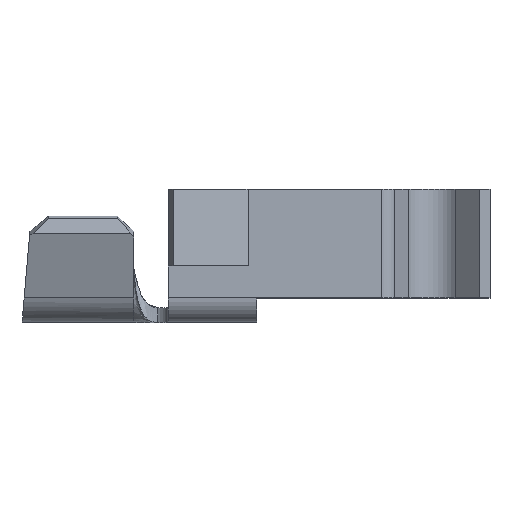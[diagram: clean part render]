
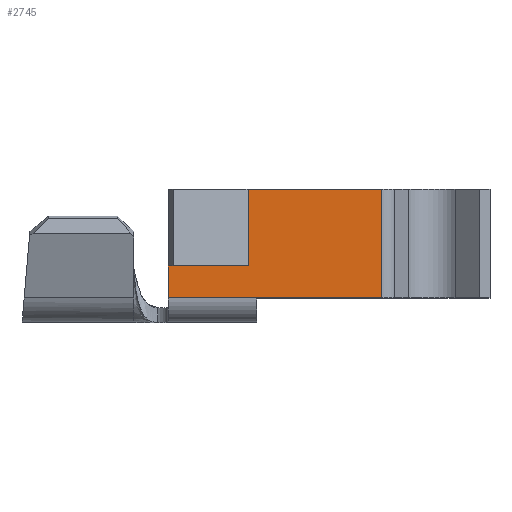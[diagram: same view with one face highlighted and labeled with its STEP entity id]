
A CAD part, top view. The second image highlights one B-rep face of the part: STEP entity #2745.
In plain terms, the highlighted planar face has unit normal (0, 0, 1).
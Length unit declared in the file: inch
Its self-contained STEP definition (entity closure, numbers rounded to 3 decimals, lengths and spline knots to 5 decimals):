
#7 = ORIENTED_EDGE ( 'NONE', *, *, #354, .T. ) ;
#19 = DIRECTION ( 'NONE',  ( 0., 1., 0. ) ) ;
#26 = LINE ( 'NONE', #1583, #134 ) ;
#134 = VECTOR ( 'NONE', #19, 39.37008 ) ;
#159 = EDGE_LOOP ( 'NONE', ( #1174, #1381, #1870, #1596, #831, #2264, #3420, #7 ) ) ;
#202 = VERTEX_POINT ( 'NONE', #1276 ) ;
#320 = EDGE_CURVE ( 'NONE', #3176, #624, #3415, .T. ) ;
#324 = LINE ( 'NONE', #3281, #3167 ) ;
#348 = EDGE_CURVE ( 'NONE', #1509, #2899, #2555, .T. ) ;
#354 = EDGE_CURVE ( 'NONE', #2035, #202, #324, .T. ) ;
#409 = EDGE_CURVE ( 'NONE', #2766, #2899, #26, .T. ) ;
#494 = EDGE_CURVE ( 'NONE', #624, #3548, #1948, .T. ) ;
#557 = EDGE_CURVE ( 'NONE', #2766, #202, #2679, .T. ) ;
#587 = CARTESIAN_POINT ( 'NONE',  ( -0.3025, -0.102, 0.085 ) ) ;
#596 = DIRECTION ( 'NONE',  ( 0., 1., 0. ) ) ;
#624 = VERTEX_POINT ( 'NONE', #1451 ) ;
#705 = EDGE_CURVE ( 'NONE', #3548, #1509, #1900, .T. ) ;
#821 = CARTESIAN_POINT ( 'NONE',  ( -0.09378, -0.102, 0.085 ) ) ;
#831 = ORIENTED_EDGE ( 'NONE', *, *, #494, .F. ) ;
#1012 = AXIS2_PLACEMENT_3D ( 'NONE', #1163, #1455, #3372 ) ;
#1037 = VECTOR ( 'NONE', #596, 39.37008 ) ;
#1132 = VECTOR ( 'NONE', #3544, 39.37008 ) ;
#1163 = CARTESIAN_POINT ( 'NONE',  ( -0.09378, -0.072, 0.085 ) ) ;
#1174 = ORIENTED_EDGE ( 'NONE', *, *, #557, .F. ) ;
#1201 = FACE_OUTER_BOUND ( 'NONE', #159, .T. ) ;
#1276 = CARTESIAN_POINT ( 'NONE',  ( -0.2195, -0.102, 0.085 ) ) ;
#1345 = CARTESIAN_POINT ( 'NONE',  ( -0.3025, -0.072, 0.085 ) ) ;
#1381 = ORIENTED_EDGE ( 'NONE', *, *, #409, .T. ) ;
#1451 = CARTESIAN_POINT ( 'NONE',  ( -0.27106, -0.072, 0.085 ) ) ;
#1455 = DIRECTION ( 'NONE',  ( 0., 0., 1. ) ) ;
#1472 = CARTESIAN_POINT ( 'NONE',  ( -0.2275, -0.072, 0.085 ) ) ;
#1474 = CARTESIAN_POINT ( 'NONE',  ( -0.2275, -0.072, 0.085 ) ) ;
#1509 = VERTEX_POINT ( 'NONE', #2691 ) ;
#1583 = CARTESIAN_POINT ( 'NONE',  ( -0.10186, -0.072, 0.085 ) ) ;
#1596 = ORIENTED_EDGE ( 'NONE', *, *, #705, .F. ) ;
#1684 = DIRECTION ( 'NONE',  ( 1., 0., 0. ) ) ;
#1814 = VECTOR ( 'NONE', #2753, 39.37008 ) ;
#1842 = VECTOR ( 'NONE', #2963, 39.37008 ) ;
#1870 = ORIENTED_EDGE ( 'NONE', *, *, #348, .F. ) ;
#1900 = LINE ( 'NONE', #1474, #1037 ) ;
#1948 = LINE ( 'NONE', #3303, #3375 ) ;
#2035 = VERTEX_POINT ( 'NONE', #587 ) ;
#2076 = CARTESIAN_POINT ( 'NONE',  ( -0.10186, 0., 0.085 ) ) ;
#2133 = DIRECTION ( 'NONE',  ( 1., 0., 0. ) ) ;
#2264 = ORIENTED_EDGE ( 'NONE', *, *, #320, .F. ) ;
#2309 = CARTESIAN_POINT ( 'NONE',  ( -0.10186, -0.102, 0.085 ) ) ;
#2441 = CARTESIAN_POINT ( 'NONE',  ( -0.3025, -0.072, 0.085 ) ) ;
#2488 = CARTESIAN_POINT ( 'NONE',  ( -0.09378, 0., 0.085 ) ) ;
#2555 = LINE ( 'NONE', #2488, #1814 ) ;
#2579 = PLANE ( 'NONE',  #1012 ) ;
#2679 = LINE ( 'NONE', #821, #3045 ) ;
#2691 = CARTESIAN_POINT ( 'NONE',  ( -0.2275, 0., 0.085 ) ) ;
#2745 = ADVANCED_FACE ( 'NONE', ( #1201 ), #2579, .T. ) ;
#2753 = DIRECTION ( 'NONE',  ( 1., 0., 0. ) ) ;
#2766 = VERTEX_POINT ( 'NONE', #2309 ) ;
#2899 = VERTEX_POINT ( 'NONE', #2076 ) ;
#2963 = DIRECTION ( 'NONE',  ( 0., 1., 0. ) ) ;
#3045 = VECTOR ( 'NONE', #3603, 39.37008 ) ;
#3162 = EDGE_CURVE ( 'NONE', #2035, #3176, #3359, .T. ) ;
#3167 = VECTOR ( 'NONE', #2133, 39.37008 ) ;
#3176 = VERTEX_POINT ( 'NONE', #2441 ) ;
#3281 = CARTESIAN_POINT ( 'NONE',  ( -0.3025, -0.102, 0.085 ) ) ;
#3303 = CARTESIAN_POINT ( 'NONE',  ( -0.3025, -0.072, 0.085 ) ) ;
#3359 = LINE ( 'NONE', #3500, #1842 ) ;
#3372 = DIRECTION ( 'NONE',  ( 1., 0., 0. ) ) ;
#3375 = VECTOR ( 'NONE', #1684, 39.37008 ) ;
#3415 = LINE ( 'NONE', #1345, #1132 ) ;
#3420 = ORIENTED_EDGE ( 'NONE', *, *, #3162, .F. ) ;
#3500 = CARTESIAN_POINT ( 'NONE',  ( -0.3025, -0.102, 0.085 ) ) ;
#3544 = DIRECTION ( 'NONE',  ( 1., 0., 0. ) ) ;
#3548 = VERTEX_POINT ( 'NONE', #1472 ) ;
#3603 = DIRECTION ( 'NONE',  ( -1., 0., 0. ) ) ;
